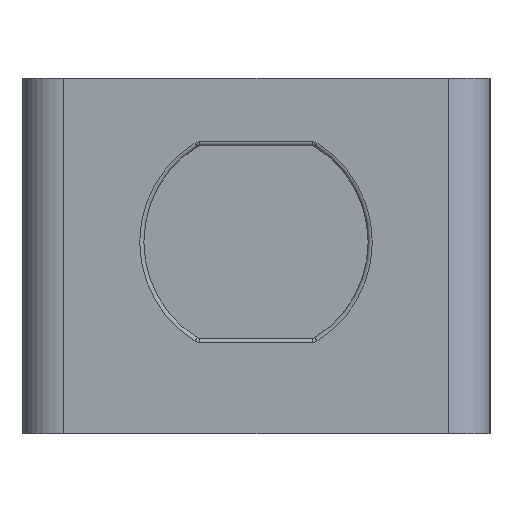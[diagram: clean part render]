
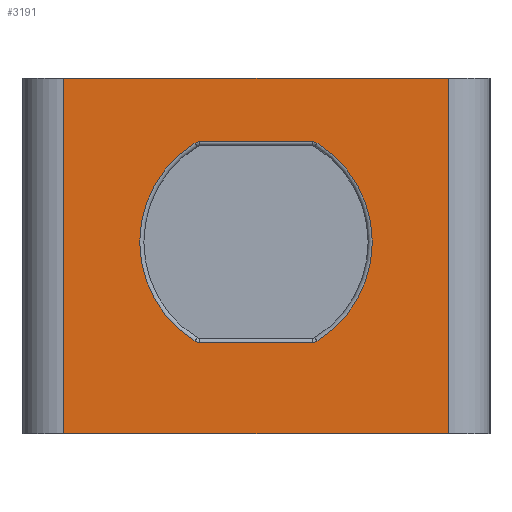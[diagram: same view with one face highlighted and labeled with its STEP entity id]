
A CAD part, left-side view. The second image highlights one B-rep face of the part: STEP entity #3191.
In plain terms, the highlighted planar face has unit normal (-1, 0, 0).
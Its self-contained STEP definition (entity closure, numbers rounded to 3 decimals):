
#44 = ORIENTED_EDGE ( 'NONE', *, *, #1225, .T. ) ;
#63 = AXIS2_PLACEMENT_3D ( 'NONE', #394, #4593, #1538 ) ;
#86 = ORIENTED_EDGE ( 'NONE', *, *, #2453, .T. ) ;
#126 = AXIS2_PLACEMENT_3D ( 'NONE', #1633, #2071, #4221 ) ;
#139 = CIRCLE ( 'NONE', #63, 0.6 ) ;
#146 = DIRECTION ( 'NONE',  ( 0., 0., -1. ) ) ;
#154 = ORIENTED_EDGE ( 'NONE', *, *, #1737, .F. ) ;
#190 = ORIENTED_EDGE ( 'NONE', *, *, #3459, .F. ) ;
#214 = DIRECTION ( 'NONE',  ( 0., -1., 0. ) ) ;
#247 = EDGE_CURVE ( 'NONE', #2737, #797, #1836, .T. ) ;
#349 = CIRCLE ( 'NONE', #4062, 0.6 ) ;
#394 = CARTESIAN_POINT ( 'NONE',  ( -52., 4.062, 20.35 ) ) ;
#450 = VERTEX_POINT ( 'NONE', #1677 ) ;
#537 = CARTESIAN_POINT ( 'NONE',  ( -52., -4.062, 20.95 ) ) ;
#570 = DIRECTION ( 'NONE',  ( 1., 0., 0. ) ) ;
#592 = VECTOR ( 'NONE', #2841, 1000. ) ;
#702 = DIRECTION ( 'NONE',  ( 0., 1., 0. ) ) ;
#750 = CIRCLE ( 'NONE', #3974, 0.6 ) ;
#787 = EDGE_CURVE ( 'NONE', #2737, #2465, #2838, .T. ) ;
#797 = VERTEX_POINT ( 'NONE', #1661 ) ;
#828 = ORIENTED_EDGE ( 'NONE', *, *, #247, .F. ) ;
#900 = VECTOR ( 'NONE', #146, 1000. ) ;
#937 = PLANE ( 'NONE',  #126 ) ;
#1025 = CARTESIAN_POINT ( 'NONE',  ( -52., -4.377, 20.861 ) ) ;
#1080 = CARTESIAN_POINT ( 'NONE',  ( -52., 13.8, 25.5 ) ) ;
#1088 = DIRECTION ( 'NONE',  ( -1., 0., 0. ) ) ;
#1120 = ORIENTED_EDGE ( 'NONE', *, *, #4353, .T. ) ;
#1146 = VECTOR ( 'NONE', #702, 1000. ) ;
#1205 = FACE_OUTER_BOUND ( 'NONE', #2861, .T. ) ;
#1225 = EDGE_CURVE ( 'NONE', #1502, #4100, #1866, .T. ) ;
#1359 = LINE ( 'NONE', #2862, #592 ) ;
#1431 = CARTESIAN_POINT ( 'NONE',  ( -52., 16.8, 0. ) ) ;
#1450 = ORIENTED_EDGE ( 'NONE', *, *, #2336, .T. ) ;
#1502 = VERTEX_POINT ( 'NONE', #4025 ) ;
#1522 = CARTESIAN_POINT ( 'NONE',  ( -52., 16.8, 20.95 ) ) ;
#1526 = EDGE_CURVE ( 'NONE', #1850, #797, #1359, .T. ) ;
#1538 = DIRECTION ( 'NONE',  ( 0., 0., -1. ) ) ;
#1603 = CARTESIAN_POINT ( 'NONE',  ( -52., 4.062, 20.95 ) ) ;
#1631 = CARTESIAN_POINT ( 'NONE',  ( -52., -4.062, 7.15 ) ) ;
#1633 = CARTESIAN_POINT ( 'NONE',  ( -52., 16.8, 25.5 ) ) ;
#1661 = CARTESIAN_POINT ( 'NONE',  ( -52., -13.8, 25.5 ) ) ;
#1677 = CARTESIAN_POINT ( 'NONE',  ( -52., -4.377, 6.639 ) ) ;
#1737 = EDGE_CURVE ( 'NONE', #1502, #450, #750, .T. ) ;
#1836 = LINE ( 'NONE', #3715, #4207 ) ;
#1849 = CARTESIAN_POINT ( 'NONE',  ( -52., 4.377, 20.861 ) ) ;
#1850 = VERTEX_POINT ( 'NONE', #4591 ) ;
#1866 = LINE ( 'NONE', #3344, #1146 ) ;
#1883 = CIRCLE ( 'NONE', #4639, 8.35 ) ;
#1926 = DIRECTION ( 'NONE',  ( -1., 0., 0. ) ) ;
#1982 = VERTEX_POINT ( 'NONE', #537 ) ;
#2071 = DIRECTION ( 'NONE',  ( 1., 0., 0. ) ) ;
#2191 = EDGE_CURVE ( 'NONE', #4374, #4100, #349, .T. ) ;
#2222 = DIRECTION ( 'NONE',  ( 0., 0., -1. ) ) ;
#2293 = CARTESIAN_POINT ( 'NONE',  ( -52., -4.062, 20.35 ) ) ;
#2336 = EDGE_CURVE ( 'NONE', #2339, #450, #3581, .T. ) ;
#2339 = VERTEX_POINT ( 'NONE', #1025 ) ;
#2371 = CARTESIAN_POINT ( 'NONE',  ( -52., 4.377, 6.639 ) ) ;
#2453 = EDGE_CURVE ( 'NONE', #3235, #1982, #3322, .T. ) ;
#2465 = VERTEX_POINT ( 'NONE', #3002 ) ;
#2579 = DIRECTION ( 'NONE',  ( 0., -1., 0. ) ) ;
#2656 = ORIENTED_EDGE ( 'NONE', *, *, #787, .T. ) ;
#2716 = AXIS2_PLACEMENT_3D ( 'NONE', #3693, #570, #3246 ) ;
#2727 = DIRECTION ( 'NONE',  ( 0., 0., -1. ) ) ;
#2737 = VERTEX_POINT ( 'NONE', #1080 ) ;
#2764 = DIRECTION ( 'NONE',  ( 0., 0., -1. ) ) ;
#2838 = LINE ( 'NONE', #3531, #900 ) ;
#2841 = DIRECTION ( 'NONE',  ( 0., 0., 1. ) ) ;
#2861 = EDGE_LOOP ( 'NONE', ( #3481, #3096, #828, #2656 ) ) ;
#2862 = CARTESIAN_POINT ( 'NONE',  ( -52., -13.8, 25.5 ) ) ;
#3002 = CARTESIAN_POINT ( 'NONE',  ( -52., 13.8, 0. ) ) ;
#3096 = ORIENTED_EDGE ( 'NONE', *, *, #1526, .T. ) ;
#3137 = DIRECTION ( 'NONE',  ( 0., 0., -1. ) ) ;
#3157 = EDGE_LOOP ( 'NONE', ( #4766, #1120, #3972, #86, #190, #1450, #154, #44 ) ) ;
#3191 = ADVANCED_FACE ( 'NONE', ( #1205, #4268 ), #937, .F. ) ;
#3235 = VERTEX_POINT ( 'NONE', #1603 ) ;
#3246 = DIRECTION ( 'NONE',  ( 0., 0., -1. ) ) ;
#3265 = DIRECTION ( 'NONE',  ( 0., -1., 0. ) ) ;
#3322 = LINE ( 'NONE', #1522, #3825 ) ;
#3344 = CARTESIAN_POINT ( 'NONE',  ( -52., 16.8, 6.55 ) ) ;
#3428 = VERTEX_POINT ( 'NONE', #1849 ) ;
#3459 = EDGE_CURVE ( 'NONE', #2339, #1982, #3916, .T. ) ;
#3481 = ORIENTED_EDGE ( 'NONE', *, *, #4566, .T. ) ;
#3531 = CARTESIAN_POINT ( 'NONE',  ( -52., 13.8, 25.5 ) ) ;
#3563 = CARTESIAN_POINT ( 'NONE',  ( -52., 4.062, 7.15 ) ) ;
#3581 = CIRCLE ( 'NONE', #2716, 8.35 ) ;
#3602 = LINE ( 'NONE', #1431, #3781 ) ;
#3693 = CARTESIAN_POINT ( 'NONE',  ( -52., 0., 13.75 ) ) ;
#3715 = CARTESIAN_POINT ( 'NONE',  ( -52., 16.8, 25.5 ) ) ;
#3781 = VECTOR ( 'NONE', #214, 1000. ) ;
#3825 = VECTOR ( 'NONE', #2579, 1000. ) ;
#3857 = DIRECTION ( 'NONE',  ( 1., 0., 0. ) ) ;
#3916 = CIRCLE ( 'NONE', #4787, 0.6 ) ;
#3972 = ORIENTED_EDGE ( 'NONE', *, *, #4265, .F. ) ;
#3974 = AXIS2_PLACEMENT_3D ( 'NONE', #1631, #1926, #3137 ) ;
#4025 = CARTESIAN_POINT ( 'NONE',  ( -52., -4.062, 6.55 ) ) ;
#4062 = AXIS2_PLACEMENT_3D ( 'NONE', #3563, #4280, #2727 ) ;
#4100 = VERTEX_POINT ( 'NONE', #4771 ) ;
#4207 = VECTOR ( 'NONE', #3265, 1000. ) ;
#4221 = DIRECTION ( 'NONE',  ( 0., 0., -1. ) ) ;
#4265 = EDGE_CURVE ( 'NONE', #3235, #3428, #139, .T. ) ;
#4268 = FACE_BOUND ( 'NONE', #3157, .T. ) ;
#4280 = DIRECTION ( 'NONE',  ( -1., 0., 0. ) ) ;
#4343 = CARTESIAN_POINT ( 'NONE',  ( -52., 0., 13.75 ) ) ;
#4353 = EDGE_CURVE ( 'NONE', #4374, #3428, #1883, .T. ) ;
#4374 = VERTEX_POINT ( 'NONE', #2371 ) ;
#4566 = EDGE_CURVE ( 'NONE', #2465, #1850, #3602, .T. ) ;
#4591 = CARTESIAN_POINT ( 'NONE',  ( -52., -13.8, 0. ) ) ;
#4593 = DIRECTION ( 'NONE',  ( -1., 0., 0. ) ) ;
#4639 = AXIS2_PLACEMENT_3D ( 'NONE', #4343, #3857, #2764 ) ;
#4766 = ORIENTED_EDGE ( 'NONE', *, *, #2191, .F. ) ;
#4771 = CARTESIAN_POINT ( 'NONE',  ( -52., 4.062, 6.55 ) ) ;
#4787 = AXIS2_PLACEMENT_3D ( 'NONE', #2293, #1088, #2222 ) ;
